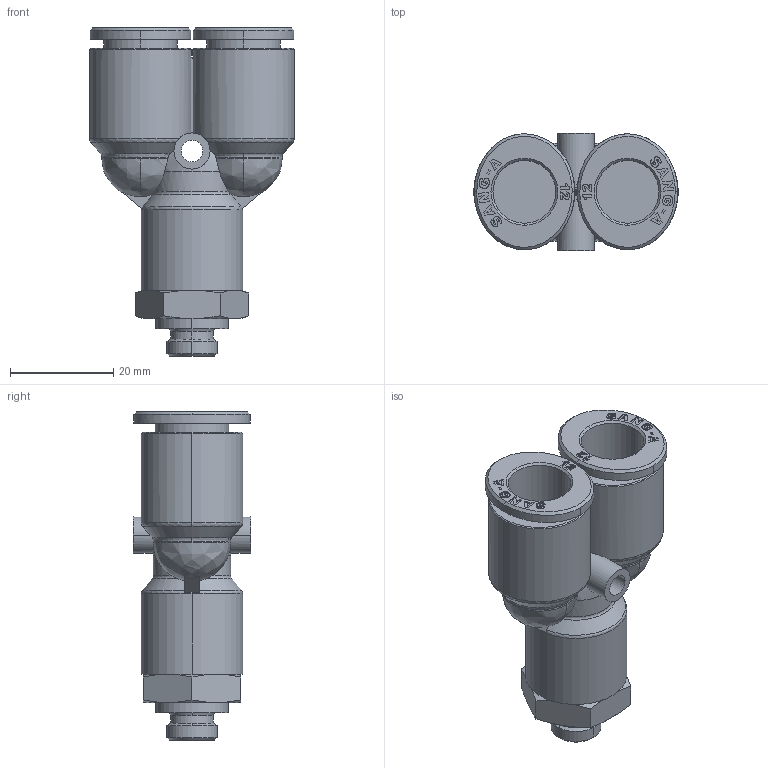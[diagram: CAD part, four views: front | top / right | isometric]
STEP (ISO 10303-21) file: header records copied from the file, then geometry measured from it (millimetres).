
FILE_DESCRIPTION (( 'STEP AP214' ), '1' );
FILE_NAME ('PWT12-G01.stp', '2015-09-24T13:53:18', ( '' ), ( '' ), 'SwSTEP 2.0', 'SolidWorks 2015', '' );
FILE_SCHEMA (( 'AUTOMOTIVE_DESIGN' ));
Length unit declared in the file: millimetre
Products named in the file (2): PWT12-G01; ｦ+ﾃｦ1
Assembly tree (1 placements, depth 2):
  PWT12-G01
    ｦ+ﾃｦ1
Bounding box: 39.7 x 22.7 x 63.7 mm (x, y, z)
Volume: 19738.5 mm3; surface area: 9645.4 mm2
Topology: 1 solids, 1 shells, 813 faces, 2317 edges, 1537 vertices
Faces by surface type: plane 699, cone 40, cylinder 35, bspline 32, torus 7
Entity records: 29193 total; most frequent: CARTESIAN_POINT 7028, ORIENTED_EDGE 4634, DIRECTION 3901, EDGE_CURVE 2317, LINE 2021, VECTOR 2021, VERTEX_POINT 1537, AXIS2_PLACEMENT_3D 940
